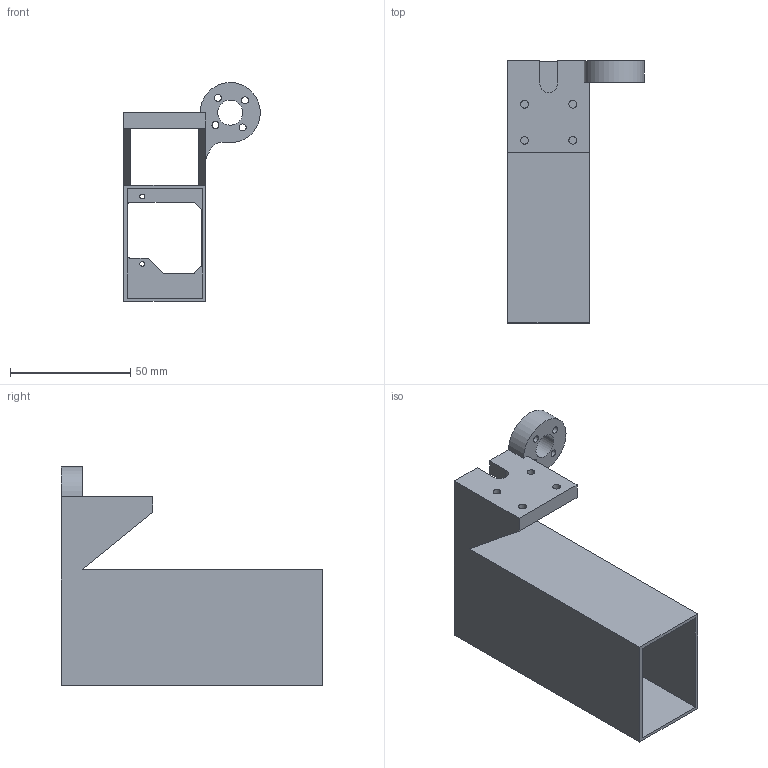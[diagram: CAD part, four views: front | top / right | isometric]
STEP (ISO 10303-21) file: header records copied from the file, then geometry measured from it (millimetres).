
FILE_DESCRIPTION (( 'STEP AP214' ), '1' );
FILE_NAME ('HA_Pebble_Wiper_V2.1_KST215.STEP', '2022-06-19T07:28:10', ( '' ), ( '' ), 'SwSTEP 2.0', 'SolidWorks 2021', '' );
FILE_SCHEMA (( 'AUTOMOTIVE_DESIGN' ));
Length unit declared in the file: millimetre
Products named in the file (1): HA_Pebble_Wiper_V2.1_KST215
Bounding box: 56.75 x 108.8 x 90.91 mm (x, y, z)
Volume: 43010.5 mm3; surface area: 44012.6 mm2
Topology: 1 solids, 1 shells, 72 faces, 211 edges, 140 vertices
Faces by surface type: plane 38, cylinder 34
Entity records: 2493 total; most frequent: DIRECTION 425, CARTESIAN_POINT 424, ORIENTED_EDGE 422, EDGE_CURVE 211, VECTOR 143, LINE 143, AXIS2_PLACEMENT_3D 141, VERTEX_POINT 140
